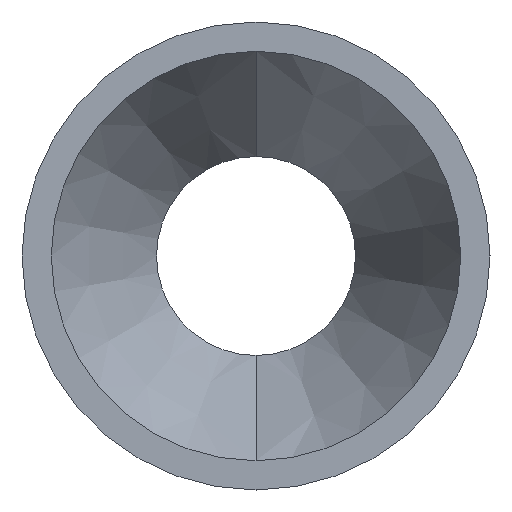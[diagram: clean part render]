
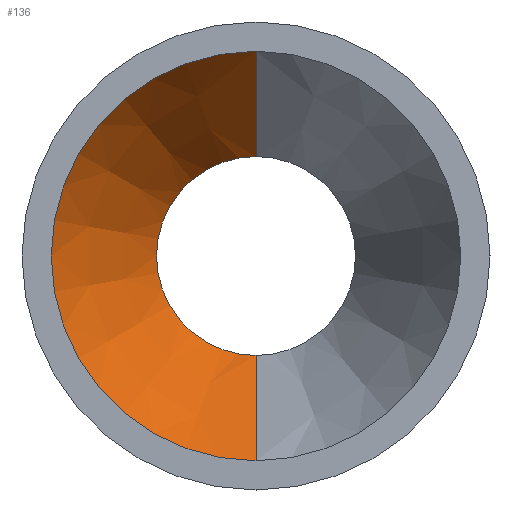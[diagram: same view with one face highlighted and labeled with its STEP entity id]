
A CAD part, front view. The second image highlights one B-rep face of the part: STEP entity #136.
In plain terms, the highlighted conical face has half-angle 26.565 degrees and reference radius 1.75 mm.
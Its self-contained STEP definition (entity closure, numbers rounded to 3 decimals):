
#6 = EDGE_CURVE ( 'NONE', #545, #140, #252, .T. ) ;
#22 = LINE ( 'NONE', #70, #512 ) ;
#25 = EDGE_LOOP ( 'NONE', ( #354, #178, #147, #601 ) ) ;
#57 = FACE_OUTER_BOUND ( 'NONE', #25, .T. ) ;
#65 = CARTESIAN_POINT ( 'NONE',  ( 0., -3., 0. ) ) ;
#70 = CARTESIAN_POINT ( 'NONE',  ( 0., -3., -1.75 ) ) ;
#126 = CARTESIAN_POINT ( 'NONE',  ( 0., -3., 1.75 ) ) ;
#136 = ADVANCED_FACE ( 'NONE', ( #57 ), #229, .F. ) ;
#140 = VERTEX_POINT ( 'NONE', #245 ) ;
#147 = ORIENTED_EDGE ( 'NONE', *, *, #480, .F. ) ;
#150 = LINE ( 'NONE', #126, #476 ) ;
#152 = VERTEX_POINT ( 'NONE', #488 ) ;
#177 = DIRECTION ( 'NONE',  ( 0., 1., 0. ) ) ;
#178 = ORIENTED_EDGE ( 'NONE', *, *, #363, .T. ) ;
#209 = AXIS2_PLACEMENT_3D ( 'NONE', #350, #177, #218 ) ;
#218 = DIRECTION ( 'NONE',  ( 0., 0., 1. ) ) ;
#229 = CONICAL_SURFACE ( 'NONE', #366, 1.75, 0.464 ) ;
#236 = DIRECTION ( 'NONE',  ( 0., 0., 1. ) ) ;
#245 = CARTESIAN_POINT ( 'NONE',  ( 0., -1.2, 0.85 ) ) ;
#252 = CIRCLE ( 'NONE', #466, 0.85 ) ;
#258 = DIRECTION ( 'NONE',  ( 0., -0.894, -0.447 ) ) ;
#309 = CARTESIAN_POINT ( 'NONE',  ( 0., -1.2, -0.85 ) ) ;
#336 = DIRECTION ( 'NONE',  ( 0., -0.894, 0.447 ) ) ;
#339 = CARTESIAN_POINT ( 'NONE',  ( 0., -3., 1.75 ) ) ;
#350 = CARTESIAN_POINT ( 'NONE',  ( 0., -3., 0. ) ) ;
#353 = VERTEX_POINT ( 'NONE', #339 ) ;
#354 = ORIENTED_EDGE ( 'NONE', *, *, #6, .T. ) ;
#363 = EDGE_CURVE ( 'NONE', #140, #353, #150, .T. ) ;
#366 = AXIS2_PLACEMENT_3D ( 'NONE', #65, #482, #433 ) ;
#398 = EDGE_CURVE ( 'NONE', #545, #152, #22, .T. ) ;
#423 = CARTESIAN_POINT ( 'NONE',  ( 0., -1.2, 0. ) ) ;
#433 = DIRECTION ( 'NONE',  ( 0., 0., -1. ) ) ;
#466 = AXIS2_PLACEMENT_3D ( 'NONE', #423, #534, #236 ) ;
#476 = VECTOR ( 'NONE', #336, 1000. ) ;
#480 = EDGE_CURVE ( 'NONE', #152, #353, #596, .T. ) ;
#482 = DIRECTION ( 'NONE',  ( 0., -1., 0. ) ) ;
#488 = CARTESIAN_POINT ( 'NONE',  ( 0., -3., -1.75 ) ) ;
#512 = VECTOR ( 'NONE', #258, 1000. ) ;
#534 = DIRECTION ( 'NONE',  ( 0., 1., 0. ) ) ;
#545 = VERTEX_POINT ( 'NONE', #309 ) ;
#596 = CIRCLE ( 'NONE', #209, 1.75 ) ;
#601 = ORIENTED_EDGE ( 'NONE', *, *, #398, .F. ) ;
